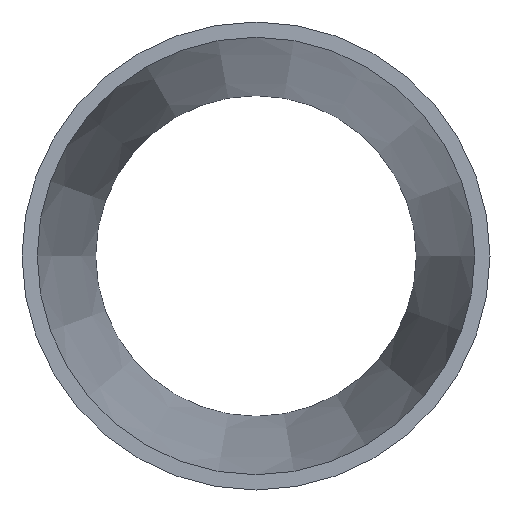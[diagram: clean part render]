
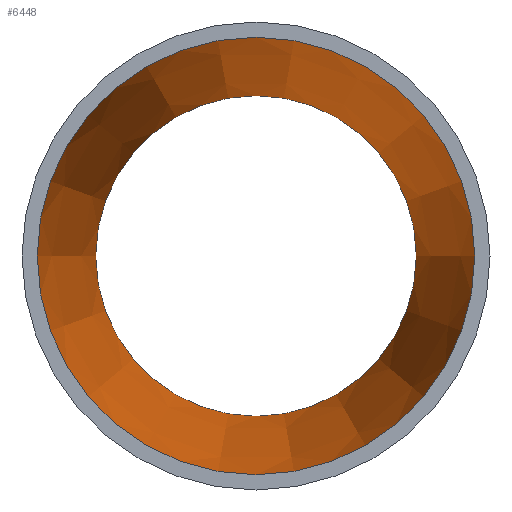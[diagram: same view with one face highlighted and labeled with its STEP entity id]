
A CAD part, left-side view. The second image highlights one B-rep face of the part: STEP entity #6448.
In plain terms, the highlighted conical face has half-angle 7.125 degrees and reference radius 20.574 mm.
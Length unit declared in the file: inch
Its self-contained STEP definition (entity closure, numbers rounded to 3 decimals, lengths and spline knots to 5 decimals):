
#93=FACE_BOUND('',#1151,.T.);
#764=FACE_OUTER_BOUND('',#1150,.T.);
#1150=EDGE_LOOP('',(#6032));
#1151=EDGE_LOOP('',(#6033));
#2197=CIRCLE('',#6806,0.685);
#2198=CIRCLE('',#6808,0.935);
#3165=VERTEX_POINT('',#14229);
#3166=VERTEX_POINT('',#14232);
#4123=EDGE_CURVE('',#3165,#3165,#2197,.T.);
#4124=EDGE_CURVE('',#3166,#3166,#2198,.T.);
#6032=ORIENTED_EDGE('',*,*,#4124,.F.);
#6033=ORIENTED_EDGE('',*,*,#4123,.T.);
#6072=CONICAL_SURFACE('',#6807,0.81,7.125);
#6448=ADVANCED_FACE('',(#764,#93),#6072,.F.);
#6806=AXIS2_PLACEMENT_3D('',#14230,#7977,#7978);
#6807=AXIS2_PLACEMENT_3D('',#14231,#7979,#7980);
#6808=AXIS2_PLACEMENT_3D('',#14233,#7981,#7982);
#7977=DIRECTION('center_axis',(1.,0.,0.));
#7978=DIRECTION('ref_axis',(0.,-1.,0.));
#7979=DIRECTION('center_axis',(-1.,0.,0.));
#7980=DIRECTION('ref_axis',(0.,-1.,0.));
#7981=DIRECTION('center_axis',(1.,0.,0.));
#7982=DIRECTION('ref_axis',(0.,-1.,0.));
#14229=CARTESIAN_POINT('',(2.,-0.685,0.));
#14230=CARTESIAN_POINT('Origin',(2.,0.,0.));
#14231=CARTESIAN_POINT('Origin',(1.,0.,0.));
#14232=CARTESIAN_POINT('',(0.,-0.935,0.));
#14233=CARTESIAN_POINT('Origin',(0.,0.,0.));
